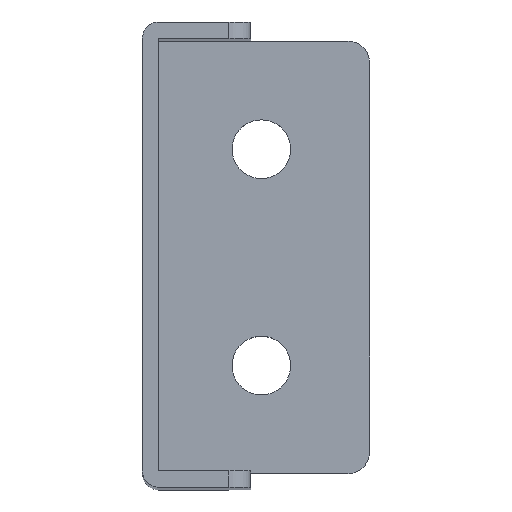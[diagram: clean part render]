
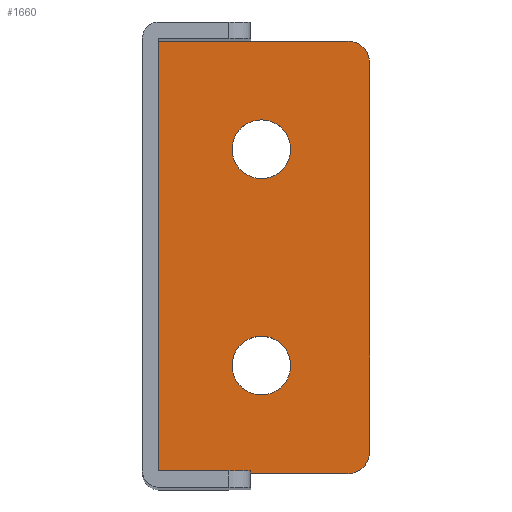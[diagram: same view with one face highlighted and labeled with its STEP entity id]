
A CAD part, top view. The second image highlights one B-rep face of the part: STEP entity #1660.
In plain terms, the highlighted planar face has unit normal (0, 0, 1).
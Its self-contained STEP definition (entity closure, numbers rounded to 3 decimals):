
#4 = EDGE_CURVE ( 'NONE', #1107, #368, #1597, .T. ) ;
#5 = LINE ( 'NONE', #501, #366 ) ;
#8 = DIRECTION ( 'NONE',  ( 0., 0., 1. ) ) ;
#13 = CIRCLE ( 'NONE', #1457, 2.713 ) ;
#29 = CARTESIAN_POINT ( 'NONE',  ( 19., 2., 1.5 ) ) ;
#31 = CARTESIAN_POINT ( 'NONE',  ( 13.713, 30., 1.5 ) ) ;
#38 = CIRCLE ( 'NONE', #1409, 2.713 ) ;
#50 = DIRECTION ( 'NONE',  ( 0., -1., 0. ) ) ;
#59 = DIRECTION ( 'NONE',  ( 0., 0., 1. ) ) ;
#66 = DIRECTION ( 'NONE',  ( 1., 0., 0. ) ) ;
#73 = CARTESIAN_POINT ( 'NONE',  ( 19., 38., 1.5 ) ) ;
#76 = EDGE_CURVE ( 'NONE', #237, #1703, #332, .T. ) ;
#101 = ORIENTED_EDGE ( 'NONE', *, *, #1361, .T. ) ;
#112 = VECTOR ( 'NONE', #367, 1000. ) ;
#121 = DIRECTION ( 'NONE',  ( 1., 0., 0. ) ) ;
#124 = EDGE_CURVE ( 'NONE', #1210, #1544, #587, .T. ) ;
#144 = DIRECTION ( 'NONE',  ( 0., 0., 1. ) ) ;
#152 = EDGE_CURVE ( 'NONE', #1544, #237, #421, .T. ) ;
#153 = EDGE_CURVE ( 'NONE', #1271, #176, #457, .T. ) ;
#155 = EDGE_CURVE ( 'NONE', #1741, #231, #13, .T. ) ;
#160 = EDGE_CURVE ( 'NONE', #1051, #1438, #1431, .T. ) ;
#164 = DIRECTION ( 'NONE',  ( 0., -1., 0. ) ) ;
#166 = EDGE_CURVE ( 'NONE', #1481, #1695, #711, .T. ) ;
#169 = CARTESIAN_POINT ( 'NONE',  ( 11., 10., 1.5 ) ) ;
#176 = VERTEX_POINT ( 'NONE', #1315 ) ;
#180 = CARTESIAN_POINT ( 'NONE',  ( 1.502, 39.998, 1.5 ) ) ;
#199 = CARTESIAN_POINT ( 'NONE',  ( 1.502, 40., 1.5 ) ) ;
#200 = CARTESIAN_POINT ( 'NONE',  ( 11., 30., 1.5 ) ) ;
#210 = DIRECTION ( 'NONE',  ( 1., 0., 0. ) ) ;
#215 = DIRECTION ( 'NONE',  ( 0., 0., 1. ) ) ;
#231 = VERTEX_POINT ( 'NONE', #484 ) ;
#237 = VERTEX_POINT ( 'NONE', #680 ) ;
#238 = ORIENTED_EDGE ( 'NONE', *, *, #153, .F. ) ;
#244 = EDGE_CURVE ( 'NONE', #231, #1741, #38, .T. ) ;
#247 = CARTESIAN_POINT ( 'NONE',  ( 11., 10., 1.5 ) ) ;
#251 = CARTESIAN_POINT ( 'NONE',  ( 1.5, 39.998, 1.5 ) ) ;
#282 = DIRECTION ( 'NONE',  ( 0., 0., 1. ) ) ;
#288 = CARTESIAN_POINT ( 'NONE',  ( 21., 38., 1.5 ) ) ;
#296 = CARTESIAN_POINT ( 'NONE',  ( 1.502, 40., 1.5 ) ) ;
#304 = EDGE_CURVE ( 'NONE', #176, #1271, #1233, .T. ) ;
#332 = LINE ( 'NONE', #1152, #658 ) ;
#336 = VERTEX_POINT ( 'NONE', #957 ) ;
#345 = CARTESIAN_POINT ( 'NONE',  ( 13.713, 10., 1.5 ) ) ;
#357 = EDGE_CURVE ( 'NONE', #1703, #1577, #780, .T. ) ;
#366 = VECTOR ( 'NONE', #1467, 1000. ) ;
#367 = DIRECTION ( 'NONE',  ( -1., 0., 0. ) ) ;
#368 = VERTEX_POINT ( 'NONE', #296 ) ;
#370 = ORIENTED_EDGE ( 'NONE', *, *, #705, .T. ) ;
#375 = VECTOR ( 'NONE', #164, 1000. ) ;
#383 = CARTESIAN_POINT ( 'NONE',  ( 9.936, 0., 1.5 ) ) ;
#397 = DIRECTION ( 'NONE',  ( 1., 0., 0. ) ) ;
#421 = LINE ( 'NONE', #251, #375 ) ;
#434 = CARTESIAN_POINT ( 'NONE',  ( 1.502, 0.002, 1.5 ) ) ;
#439 = FACE_BOUND ( 'NONE', #746, .T. ) ;
#445 = ORIENTED_EDGE ( 'NONE', *, *, #244, .F. ) ;
#457 = CIRCLE ( 'NONE', #1485, 2.713 ) ;
#484 = CARTESIAN_POINT ( 'NONE',  ( 8.287, 10., 1.5 ) ) ;
#490 = DIRECTION ( 'NONE',  ( 1., 0., 0. ) ) ;
#500 = LINE ( 'NONE', #1599, #860 ) ;
#501 = CARTESIAN_POINT ( 'NONE',  ( 21., 40., 1.5 ) ) ;
#504 = CARTESIAN_POINT ( 'NONE',  ( 19., 0., 1.5 ) ) ;
#511 = CARTESIAN_POINT ( 'NONE',  ( 1.502, 0., 1.5 ) ) ;
#539 = ORIENTED_EDGE ( 'NONE', *, *, #155, .F. ) ;
#558 = AXIS2_PLACEMENT_3D ( 'NONE', #794, #675, #1627 ) ;
#587 = LINE ( 'NONE', #180, #112 ) ;
#619 = LINE ( 'NONE', #1399, #1311 ) ;
#642 = VECTOR ( 'NONE', #1483, 1000. ) ;
#658 = VECTOR ( 'NONE', #1226, 1000. ) ;
#675 = DIRECTION ( 'NONE',  ( 0., 0., 1. ) ) ;
#680 = CARTESIAN_POINT ( 'NONE',  ( 1.5, 0.002, 1.5 ) ) ;
#681 = ORIENTED_EDGE ( 'NONE', *, *, #304, .F. ) ;
#700 = ORIENTED_EDGE ( 'NONE', *, *, #166, .T. ) ;
#705 = EDGE_CURVE ( 'NONE', #1438, #1107, #5, .T. ) ;
#711 = CIRCLE ( 'NONE', #1448, 2. ) ;
#722 = EDGE_CURVE ( 'NONE', #336, #1481, #1729, .T. ) ;
#746 = EDGE_LOOP ( 'NONE', ( #539, #445 ) ) ;
#761 = FACE_OUTER_BOUND ( 'NONE', #965, .T. ) ;
#780 = LINE ( 'NONE', #434, #1474 ) ;
#794 = CARTESIAN_POINT ( 'NONE',  ( 0., 0., 1.5 ) ) ;
#799 = FACE_BOUND ( 'NONE', #991, .T. ) ;
#860 = VECTOR ( 'NONE', #490, 1000. ) ;
#871 = CARTESIAN_POINT ( 'NONE',  ( 1.502, 0.002, 1.5 ) ) ;
#873 = CARTESIAN_POINT ( 'NONE',  ( 21., 40., 1.5 ) ) ;
#920 = VECTOR ( 'NONE', #50, 1000. ) ;
#957 = CARTESIAN_POINT ( 'NONE',  ( 9.936, 0., 1.5 ) ) ;
#960 = ORIENTED_EDGE ( 'NONE', *, *, #357, .T. ) ;
#965 = EDGE_LOOP ( 'NONE', ( #1395, #1772, #370, #1745, #101, #1098, #1229, #1809, #960, #1093, #1375, #700 ) ) ;
#991 = EDGE_LOOP ( 'NONE', ( #238, #681 ) ) ;
#1048 = CARTESIAN_POINT ( 'NONE',  ( 19., 40., 1.5 ) ) ;
#1050 = EDGE_CURVE ( 'NONE', #1695, #1051, #619, .T. ) ;
#1051 = VERTEX_POINT ( 'NONE', #288 ) ;
#1065 = CARTESIAN_POINT ( 'NONE',  ( 1.5, 39.998, 1.5 ) ) ;
#1093 = ORIENTED_EDGE ( 'NONE', *, *, #1798, .T. ) ;
#1098 = ORIENTED_EDGE ( 'NONE', *, *, #124, .T. ) ;
#1104 = CARTESIAN_POINT ( 'NONE',  ( 11., 30., 1.5 ) ) ;
#1107 = VERTEX_POINT ( 'NONE', #1671 ) ;
#1111 = DIRECTION ( 'NONE',  ( 0., -1., 0. ) ) ;
#1144 = CARTESIAN_POINT ( 'NONE',  ( 1.502, 39.998, 1.5 ) ) ;
#1152 = CARTESIAN_POINT ( 'NONE',  ( 1.5, 0.002, 1.5 ) ) ;
#1210 = VERTEX_POINT ( 'NONE', #1144 ) ;
#1216 = DIRECTION ( 'NONE',  ( 0., 0., 1. ) ) ;
#1226 = DIRECTION ( 'NONE',  ( 1., 0., 0. ) ) ;
#1229 = ORIENTED_EDGE ( 'NONE', *, *, #152, .T. ) ;
#1233 = CIRCLE ( 'NONE', #1334, 2.713 ) ;
#1234 = VECTOR ( 'NONE', #1608, 1000. ) ;
#1242 = DIRECTION ( 'NONE',  ( 1., 0., 0. ) ) ;
#1247 = DIRECTION ( 'NONE',  ( 0., 1., 0. ) ) ;
#1251 = LINE ( 'NONE', #199, #920 ) ;
#1271 = VERTEX_POINT ( 'NONE', #31 ) ;
#1311 = VECTOR ( 'NONE', #1247, 1000. ) ;
#1315 = CARTESIAN_POINT ( 'NONE',  ( 8.287, 30., 1.5 ) ) ;
#1334 = AXIS2_PLACEMENT_3D ( 'NONE', #1104, #282, #1242 ) ;
#1359 = PLANE ( 'NONE',  #558 ) ;
#1361 = EDGE_CURVE ( 'NONE', #368, #1210, #1251, .T. ) ;
#1375 = ORIENTED_EDGE ( 'NONE', *, *, #722, .T. ) ;
#1395 = ORIENTED_EDGE ( 'NONE', *, *, #1050, .T. ) ;
#1399 = CARTESIAN_POINT ( 'NONE',  ( 21., 0., 1.5 ) ) ;
#1409 = AXIS2_PLACEMENT_3D ( 'NONE', #247, #1216, #397 ) ;
#1431 = CIRCLE ( 'NONE', #1451, 2. ) ;
#1438 = VERTEX_POINT ( 'NONE', #1048 ) ;
#1439 = CARTESIAN_POINT ( 'NONE',  ( 21., 2., 1.5 ) ) ;
#1448 = AXIS2_PLACEMENT_3D ( 'NONE', #29, #8, #1711 ) ;
#1451 = AXIS2_PLACEMENT_3D ( 'NONE', #73, #59, #66 ) ;
#1457 = AXIS2_PLACEMENT_3D ( 'NONE', #169, #144, #121 ) ;
#1467 = DIRECTION ( 'NONE',  ( -1., 0., 0. ) ) ;
#1474 = VECTOR ( 'NONE', #1111, 1000. ) ;
#1481 = VERTEX_POINT ( 'NONE', #504 ) ;
#1483 = DIRECTION ( 'NONE',  ( 1., 0., 0. ) ) ;
#1485 = AXIS2_PLACEMENT_3D ( 'NONE', #200, #215, #210 ) ;
#1544 = VERTEX_POINT ( 'NONE', #1065 ) ;
#1577 = VERTEX_POINT ( 'NONE', #511 ) ;
#1597 = LINE ( 'NONE', #873, #1234 ) ;
#1599 = CARTESIAN_POINT ( 'NONE',  ( 9.936, 0., 1.5 ) ) ;
#1608 = DIRECTION ( 'NONE',  ( -1., 0., 0. ) ) ;
#1627 = DIRECTION ( 'NONE',  ( 1., 0., 0. ) ) ;
#1660 = ADVANCED_FACE ( 'NONE', ( #799, #439, #761 ), #1359, .T. ) ;
#1671 = CARTESIAN_POINT ( 'NONE',  ( 9.936, 40., 1.5 ) ) ;
#1695 = VERTEX_POINT ( 'NONE', #1439 ) ;
#1703 = VERTEX_POINT ( 'NONE', #871 ) ;
#1711 = DIRECTION ( 'NONE',  ( 1., 0., 0. ) ) ;
#1729 = LINE ( 'NONE', #383, #642 ) ;
#1741 = VERTEX_POINT ( 'NONE', #345 ) ;
#1745 = ORIENTED_EDGE ( 'NONE', *, *, #4, .T. ) ;
#1772 = ORIENTED_EDGE ( 'NONE', *, *, #160, .T. ) ;
#1798 = EDGE_CURVE ( 'NONE', #1577, #336, #500, .T. ) ;
#1809 = ORIENTED_EDGE ( 'NONE', *, *, #76, .T. ) ;
